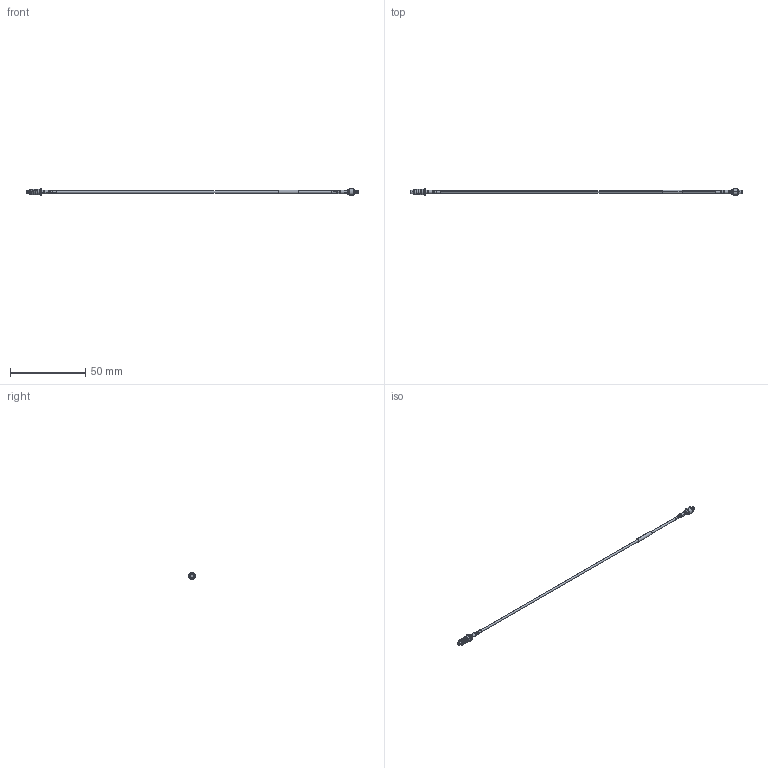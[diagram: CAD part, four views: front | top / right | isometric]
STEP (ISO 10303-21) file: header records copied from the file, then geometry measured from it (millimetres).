
FILE_DESCRIPTION (( 'STEP AP214' ), '1' );
FILE_NAME ('FMCA9734_3D.step', '2024-02-21T16:14:35', ( '' ), ( '' ), 'SwSTEP 2.0', 'SolidWorks 2022', '' );
FILE_SCHEMA (( 'AUTOMOTIVE_DESIGN' ));
Length unit declared in the file: inch
Products named in the file (6): PE44971; PE-P047HF; 1AW01-003_.085 ID; FMCA9734_3D; CA-PE-P047_2_Heatshrink_LONG; PE45535
Assembly tree (6 placements, depth 2):
  FMCA9734_3D
    PE-P047HF
    PE45535
    1AW01-003_.085 ID
    PE44971
    CA-PE-P047_2_Heatshrink_LONG  x2
Bounding box: 220.51 x 4.98 x 4.98 mm (x, y, z)
Volume: 574 mm3; surface area: 1729.2 mm2
Topology: 6 solids, 6 shells, 224 faces, 552 edges, 348 vertices
Faces by surface type: cylinder 99, plane 62, cone 40, torus 20, bspline 3
Entity records: 8319 total; most frequent: CARTESIAN_POINT 3131, DIRECTION 1043, ORIENTED_EDGE 1016, EDGE_CURVE 508, AXIS2_PLACEMENT_3D 420, VERTEX_POINT 324, EDGE_LOOP 218, CIRCLE 212
